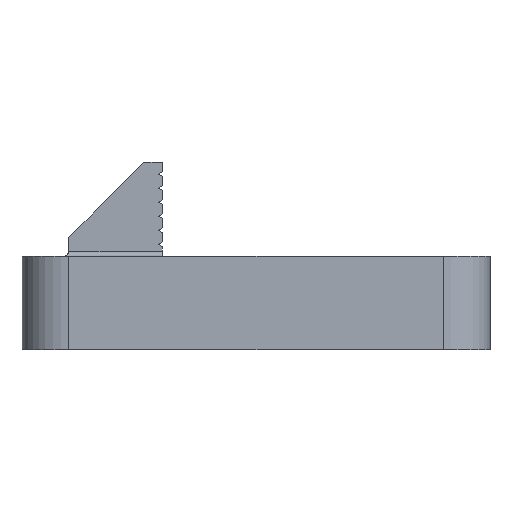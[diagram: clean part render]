
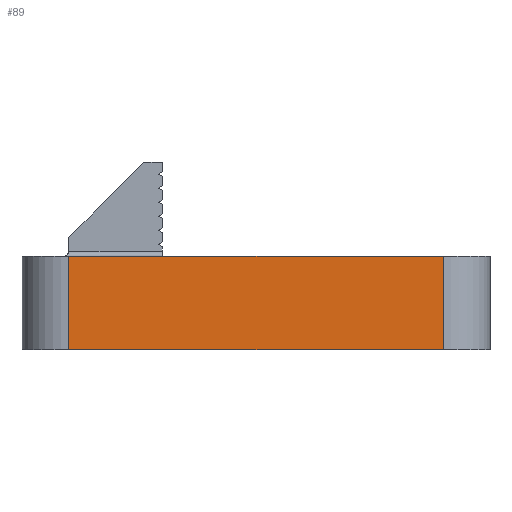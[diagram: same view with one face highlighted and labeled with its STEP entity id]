
A CAD part, left-side view. The second image highlights one B-rep face of the part: STEP entity #89.
In plain terms, the highlighted planar face has unit normal (-1, 0, 0).
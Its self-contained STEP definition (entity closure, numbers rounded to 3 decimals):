
#89=ADVANCED_FACE('',(#444),#446,.T.);
#444=FACE_BOUND('',#445,.T.);
#445=EDGE_LOOP('',(#1391,#1392,#1393,#1394));
#446=PLANE('',#447);
#447=AXIS2_PLACEMENT_3D('',#448,#449,#450);
#448=CARTESIAN_POINT('',(-35.,25.,-5.));
#449=DIRECTION('',(-1.,0.,0.));
#450=DIRECTION('',(0.,-1.,0.));
#1391=ORIENTED_EDGE('',*,*,#2063,.T.);
#1392=ORIENTED_EDGE('',*,*,#1922,.F.);
#1393=ORIENTED_EDGE('',*,*,#2077,.F.);
#1394=ORIENTED_EDGE('',*,*,#2078,.T.);
#1922=EDGE_CURVE('',#2338,#2326,#2340,.T.);
#2063=EDGE_CURVE('',#2581,#2326,#2582,.T.);
#2077=EDGE_CURVE('',#2601,#2338,#2603,.T.);
#2078=EDGE_CURVE('',#2601,#2581,#2604,.T.);
#2326=VERTEX_POINT('',#3016);
#2338=VERTEX_POINT('',#3043);
#2340=LINE('',#3048,#3049);
#2581=VERTEX_POINT('',#3615);
#2582=LINE('',#3616,#3617);
#2601=VERTEX_POINT('',#3664);
#2603=LINE('',#3669,#3670);
#2604=LINE('',#3672,#3673);
#3016=CARTESIAN_POINT('',(-35.,-20.,5.));
#3043=CARTESIAN_POINT('',(-35.,20.,5.));
#3048=CARTESIAN_POINT('',(-35.,20.,5.));
#3049=VECTOR('',#3050,1.);
#3050=DIRECTION('',(0.,-1.,0.));
#3615=CARTESIAN_POINT('',(-35.,-20.,-5.));
#3616=CARTESIAN_POINT('',(-35.,-20.,-5.));
#3617=VECTOR('',#3618,1.);
#3618=DIRECTION('',(0.,0.,1.));
#3664=CARTESIAN_POINT('',(-35.,20.,-5.));
#3669=CARTESIAN_POINT('',(-35.,20.,-5.));
#3670=VECTOR('',#3671,1.);
#3671=DIRECTION('',(0.,0.,1.));
#3672=CARTESIAN_POINT('',(-35.,20.,-5.));
#3673=VECTOR('',#3674,1.);
#3674=DIRECTION('',(0.,-1.,0.));
